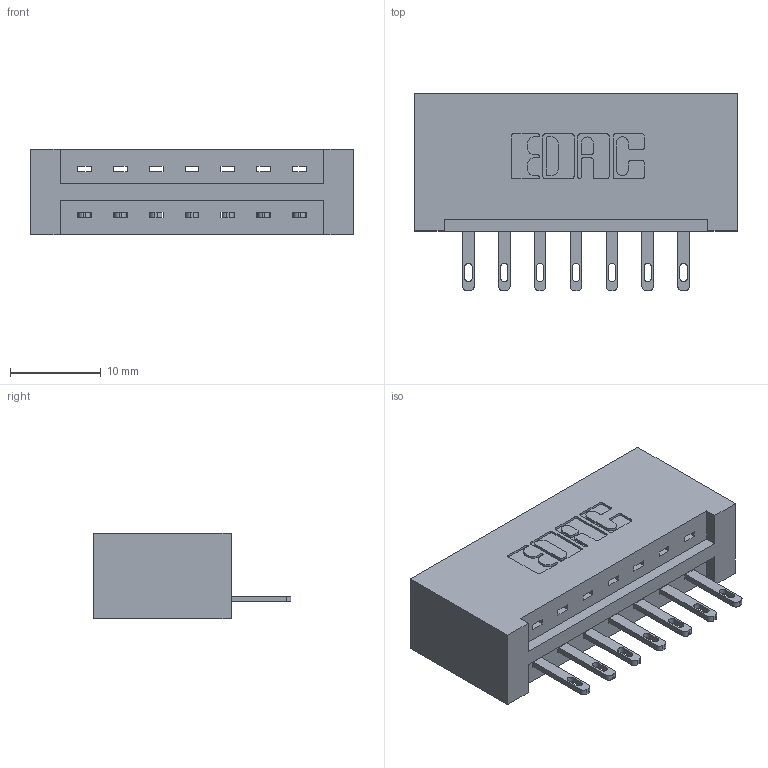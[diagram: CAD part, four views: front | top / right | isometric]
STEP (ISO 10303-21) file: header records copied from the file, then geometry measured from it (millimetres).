
FILE_DESCRIPTION (( 'STEP AP203' ), '1' );
FILE_NAME ('887-007-500-101.STEP', '2020-09-20T15:34:51', ( '' ), ( '' ), 'SwSTEP 2.0', 'SolidWorks 2020', '' );
FILE_SCHEMA (( 'CONFIG_CONTROL_DESIGN' ));
Length unit declared in the file: inch
Products named in the file (3): 837 Part_No Mounting Lugs; 887-007-500-101; 345-292-001_345-293-100
Assembly tree (8 placements, depth 2):
  887-007-500-101
    837 Part_No Mounting Lugs
    345-292-001_345-293-100  x7
Bounding box: 35.61 x 21.85 x 9.4 mm (x, y, z)
Volume: 4006.2 mm3; surface area: 3943.3 mm2
Topology: 8 solids, 8 shells, 512 faces, 1547 edges, 1030 vertices
Faces by surface type: plane 346, cylinder 166
Entity records: 9383 total; most frequent: CARTESIAN_POINT 1639, ORIENTED_EDGE 1582, DIRECTION 1445, EDGE_CURVE 791, LINE 667, VECTOR 667, VERTEX_POINT 526, AXIS2_PLACEMENT_3D 389
